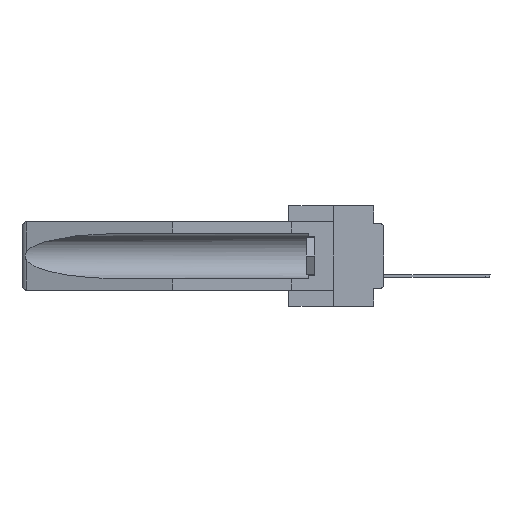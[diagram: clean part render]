
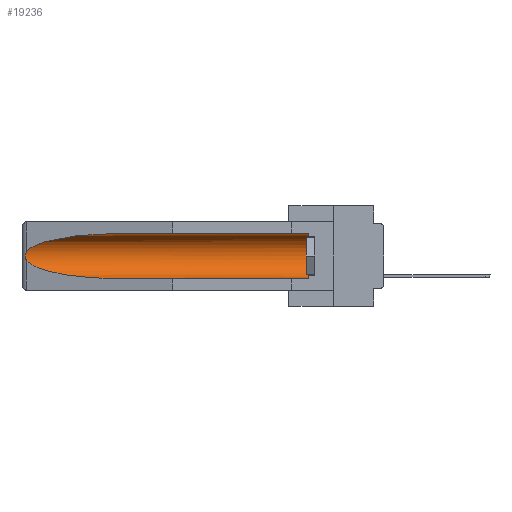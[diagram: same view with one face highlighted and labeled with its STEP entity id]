
A CAD part, left-side view. The second image highlights one B-rep face of the part: STEP entity #19236.
In plain terms, the highlighted cylindrical face has radius 2.857 mm (diameter 5.715 mm), a partial arc.
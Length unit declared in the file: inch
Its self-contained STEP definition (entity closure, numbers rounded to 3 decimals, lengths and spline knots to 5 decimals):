
#519 = EDGE_CURVE ( 'NONE', #29843, #25238, #22779, .T. ) ;
#1752 = ORIENTED_EDGE ( 'NONE', *, *, #20444, .T. ) ;
#1787 = VERTEX_POINT ( 'NONE', #2078 ) ;
#2078 = CARTESIAN_POINT ( 'NONE',  ( 0.155, 0.126, -0.284 ) ) ;
#3375 = DIRECTION ( 'NONE',  ( 0., 1., 0. ) ) ;
#5155 = CARTESIAN_POINT ( 'NONE',  ( 0.26597, 1.5296, -0.19026 ) ) ;
#5729 = DIRECTION ( 'NONE',  ( 0., 0., 1. ) ) ;
#6127 = EDGE_LOOP ( 'NONE', ( #8533, #10033, #7711, #30819, #32686, #1752 ) ) ;
#6785 =( BOUNDED_CURVE ( )  B_SPLINE_CURVE ( 3, ( #10310, #13275, #32297, #18748 ),
 .UNSPECIFIED., .F., .F. ) 
 B_SPLINE_CURVE_WITH_KNOTS ( ( 4, 4 ),
 ( 4.71239, 6.08839 ),
 .UNSPECIFIED. ) 
 CURVE ( )  GEOMETRIC_REPRESENTATION_ITEM ( )  RATIONAL_B_SPLINE_CURVE ( ( 1., 0.848, 0.848, 1. ) ) 
 REPRESENTATION_ITEM ( '' )  );
#7682 = CARTESIAN_POINT ( 'NONE',  ( 0.26537, 1.52718, -0.19328 ) ) ;
#7711 = ORIENTED_EDGE ( 'NONE', *, *, #11580, .T. ) ;
#8139 = CARTESIAN_POINT ( 'NONE',  ( 0.26537, 1.52718, -0.19328 ) ) ;
#8496 = CARTESIAN_POINT ( 'NONE',  ( 0.26537, 1.52718, -0.14972 ) ) ;
#8533 = ORIENTED_EDGE ( 'NONE', *, *, #32094, .T. ) ;
#8753 = CARTESIAN_POINT ( 'NONE',  ( 0.155, -0.30754, -0.284 ) ) ;
#10033 = ORIENTED_EDGE ( 'NONE', *, *, #519, .T. ) ;
#10310 = CARTESIAN_POINT ( 'NONE',  ( 0.155, 1.07973, -0.059 ) ) ;
#10361 = DIRECTION ( 'NONE',  ( 0., 1., 0. ) ) ;
#10575 = CARTESIAN_POINT ( 'NONE',  ( 0.155, 1.07973, -0.059 ) ) ;
#10658 = EDGE_CURVE ( 'NONE', #1787, #32357, #34460, .T. ) ;
#11126 = CIRCLE ( 'NONE', #34632, 0.1125 ) ;
#11252 = DIRECTION ( 'NONE',  ( 0., -1., 0. ) ) ;
#11503 = DIRECTION ( 'NONE',  ( 0., 1., 0. ) ) ;
#11580 = EDGE_CURVE ( 'NONE', #25238, #32357, #16428, .T. ) ;
#13088 = DIRECTION ( 'NONE',  ( 0., 0., 1. ) ) ;
#13168 = CARTESIAN_POINT ( 'NONE',  ( 0.26537, 1.52718, -0.19328 ) ) ;
#13275 = CARTESIAN_POINT ( 'NONE',  ( 0.21114, 1.30732, -0.059 ) ) ;
#14083 = CYLINDRICAL_SURFACE ( 'NONE', #32547, 0.1125 ) ;
#14515 = CARTESIAN_POINT ( 'NONE',  ( 0.26597, 1.52961, -0.15275 ) ) ;
#14955 = FACE_OUTER_BOUND ( 'NONE', #6127, .T. ) ;
#16428 =( BOUNDED_CURVE ( )  B_SPLINE_CURVE ( 3, ( #13168, #24325, #18656, #24441 ),
 .UNSPECIFIED., .F., .F. ) 
 B_SPLINE_CURVE_WITH_KNOTS ( ( 4, 4 ),
 ( 0.1948, 1.5708 ),
 .UNSPECIFIED. ) 
 CURVE ( )  GEOMETRIC_REPRESENTATION_ITEM ( )  RATIONAL_B_SPLINE_CURVE ( ( 1., 0.848, 0.848, 1. ) ) 
 REPRESENTATION_ITEM ( '' )  );
#18656 = CARTESIAN_POINT ( 'NONE',  ( 0.21114, 1.30732, -0.284 ) ) ;
#18748 = CARTESIAN_POINT ( 'NONE',  ( 0.26537, 1.52718, -0.14972 ) ) ;
#19236 = ADVANCED_FACE ( 'NONE', ( #14955 ), #14083, .F. ) ;
#20444 = EDGE_CURVE ( 'NONE', #30263, #31591, #33258, .T. ) ;
#20487 = CARTESIAN_POINT ( 'NONE',  ( 0.26537, 1.52718, -0.14972 ) ) ;
#22779 = B_SPLINE_CURVE_WITH_KNOTS ( 'NONE', 3,
 ( #20487, #14515, #28313, #34486, #23736, #34843, #26235, #31855, #5155, #8139 ),
 .UNSPECIFIED., .F., .F.,
 ( 4, 2, 2, 2, 4 ),
 ( 0., 0.00029, 0.00058, 0.00087, 0.00117 ),
 .UNSPECIFIED. ) ;
#23736 = CARTESIAN_POINT ( 'NONE',  ( 0.2675, 1.53308, -0.16763 ) ) ;
#24325 = CARTESIAN_POINT ( 'NONE',  ( 0.25451, 1.48313, -0.24835 ) ) ;
#24441 = CARTESIAN_POINT ( 'NONE',  ( 0.155, 1.07973, -0.284 ) ) ;
#25123 = CARTESIAN_POINT ( 'NONE',  ( 0.155, -0.30754, -0.059 ) ) ;
#25238 = VERTEX_POINT ( 'NONE', #7682 ) ;
#25595 = VECTOR ( 'NONE', #3375, 39.37008 ) ;
#26235 = CARTESIAN_POINT ( 'NONE',  ( 0.2673, 1.53269, -0.17917 ) ) ;
#26741 = CARTESIAN_POINT ( 'NONE',  ( 0.155, -0.30754, -0.1715 ) ) ;
#27238 = EDGE_CURVE ( 'NONE', #1787, #30263, #11126, .T. ) ;
#28313 = CARTESIAN_POINT ( 'NONE',  ( 0.26654, 1.53092, -0.15636 ) ) ;
#29843 = VERTEX_POINT ( 'NONE', #8496 ) ;
#30263 = VERTEX_POINT ( 'NONE', #34583 ) ;
#30720 = CARTESIAN_POINT ( 'NONE',  ( 0.155, 1.07973, -0.284 ) ) ;
#30819 = ORIENTED_EDGE ( 'NONE', *, *, #10658, .F. ) ;
#31591 = VERTEX_POINT ( 'NONE', #10575 ) ;
#31855 = CARTESIAN_POINT ( 'NONE',  ( 0.26655, 1.53094, -0.18657 ) ) ;
#32094 = EDGE_CURVE ( 'NONE', #31591, #29843, #6785, .T. ) ;
#32297 = CARTESIAN_POINT ( 'NONE',  ( 0.25451, 1.48313, -0.09465 ) ) ;
#32357 = VERTEX_POINT ( 'NONE', #30720 ) ;
#32547 = AXIS2_PLACEMENT_3D ( 'NONE', #26741, #10361, #13088 ) ;
#32686 = ORIENTED_EDGE ( 'NONE', *, *, #27238, .T. ) ;
#32755 = VECTOR ( 'NONE', #11503, 39.37008 ) ;
#33151 = CARTESIAN_POINT ( 'NONE',  ( 0.155, 0.126, -0.1715 ) ) ;
#33258 = LINE ( 'NONE', #25123, #25595 ) ;
#34460 = LINE ( 'NONE', #8753, #32755 ) ;
#34486 = CARTESIAN_POINT ( 'NONE',  ( 0.2673, 1.5327, -0.16383 ) ) ;
#34583 = CARTESIAN_POINT ( 'NONE',  ( 0.155, 0.126, -0.059 ) ) ;
#34632 = AXIS2_PLACEMENT_3D ( 'NONE', #33151, #11252, #5729 ) ;
#34843 = CARTESIAN_POINT ( 'NONE',  ( 0.2675, 1.53308, -0.17534 ) ) ;
